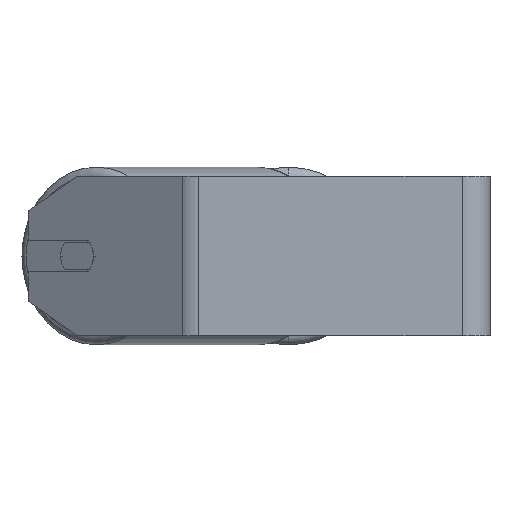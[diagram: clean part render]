
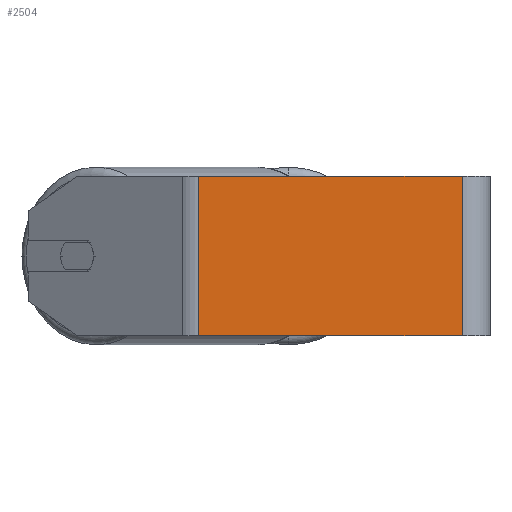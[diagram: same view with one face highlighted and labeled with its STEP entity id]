
A CAD part, left-side view. The second image highlights one B-rep face of the part: STEP entity #2504.
In plain terms, the highlighted planar face has unit normal (-1, 0, 0).
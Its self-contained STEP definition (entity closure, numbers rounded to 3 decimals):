
#46 = VERTEX_POINT ( 'NONE', #7182 ) ;
#230 = EDGE_CURVE ( 'NONE', #2529, #6343, #4045, .T. ) ;
#449 = CARTESIAN_POINT ( 'NONE',  ( -285., 150.273, -40. ) ) ;
#1558 = DIRECTION ( 'NONE',  ( 0., 0., -1. ) ) ;
#1571 = CARTESIAN_POINT ( 'NONE',  ( -285., 14., 40. ) ) ;
#2145 = DIRECTION ( 'NONE',  ( 0., 0., -1. ) ) ;
#2236 = CARTESIAN_POINT ( 'NONE',  ( -285., 145.859, 40. ) ) ;
#2407 = ORIENTED_EDGE ( 'NONE', *, *, #6810, .T. ) ;
#2503 = VECTOR ( 'NONE', #8323, 1000. ) ;
#2504 = ADVANCED_FACE ( 'NONE', ( #5789 ), #8390, .F. ) ;
#2529 = VERTEX_POINT ( 'NONE', #7480 ) ;
#2552 = CARTESIAN_POINT ( 'NONE',  ( -285., 150.273, 40. ) ) ;
#2676 = DIRECTION ( 'NONE',  ( 0., 0., -1. ) ) ;
#2715 = AXIS2_PLACEMENT_3D ( 'NONE', #2552, #4235, #2145 ) ;
#2740 = VECTOR ( 'NONE', #2676, 1000. ) ;
#3351 = ORIENTED_EDGE ( 'NONE', *, *, #230, .F. ) ;
#3403 = VECTOR ( 'NONE', #1558, 1000. ) ;
#3873 = CARTESIAN_POINT ( 'NONE',  ( -285., 14., 40. ) ) ;
#4045 = LINE ( 'NONE', #7984, #7740 ) ;
#4074 = EDGE_CURVE ( 'NONE', #2529, #46, #4786, .T. ) ;
#4235 = DIRECTION ( 'NONE',  ( 1., 0., 0. ) ) ;
#4628 = EDGE_CURVE ( 'NONE', #6343, #8100, #5277, .T. ) ;
#4786 = LINE ( 'NONE', #2236, #3403 ) ;
#4798 = EDGE_LOOP ( 'NONE', ( #2407, #8307, #3351, #7765 ) ) ;
#5083 = LINE ( 'NONE', #449, #2503 ) ;
#5277 = LINE ( 'NONE', #3873, #2740 ) ;
#5733 = CARTESIAN_POINT ( 'NONE',  ( -285., 14., -40. ) ) ;
#5789 = FACE_OUTER_BOUND ( 'NONE', #4798, .T. ) ;
#6343 = VERTEX_POINT ( 'NONE', #1571 ) ;
#6810 = EDGE_CURVE ( 'NONE', #46, #8100, #5083, .T. ) ;
#7182 = CARTESIAN_POINT ( 'NONE',  ( -285., 145.859, -40. ) ) ;
#7480 = CARTESIAN_POINT ( 'NONE',  ( -285., 145.859, 40. ) ) ;
#7740 = VECTOR ( 'NONE', #7941, 1000. ) ;
#7765 = ORIENTED_EDGE ( 'NONE', *, *, #4074, .T. ) ;
#7941 = DIRECTION ( 'NONE',  ( 0., -1., 0. ) ) ;
#7984 = CARTESIAN_POINT ( 'NONE',  ( -285., 150.273, 40. ) ) ;
#8100 = VERTEX_POINT ( 'NONE', #5733 ) ;
#8307 = ORIENTED_EDGE ( 'NONE', *, *, #4628, .F. ) ;
#8323 = DIRECTION ( 'NONE',  ( 0., -1., 0. ) ) ;
#8390 = PLANE ( 'NONE',  #2715 ) ;
